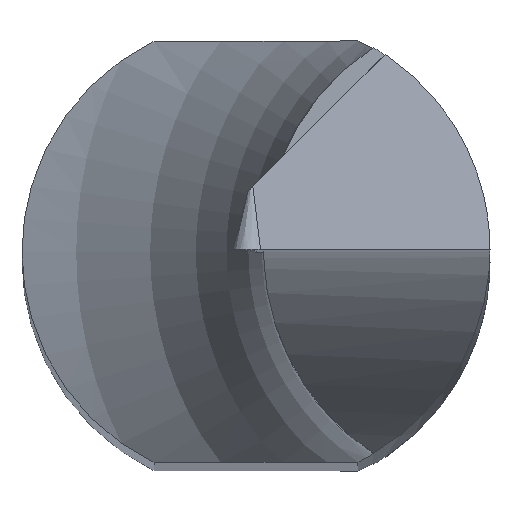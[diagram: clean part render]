
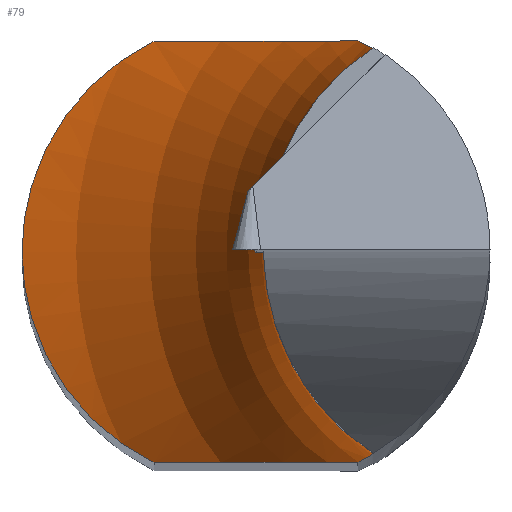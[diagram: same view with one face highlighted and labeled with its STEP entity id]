
A CAD part, top view. The second image highlights one B-rep face of the part: STEP entity #79.
In plain terms, the highlighted toroidal (fillet/blend) face has major radius 3.55 mm and minor radius 2 mm.
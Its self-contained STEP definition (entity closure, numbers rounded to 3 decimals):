
#29=TOROIDAL_SURFACE('',#698,3.55,2.);
#79=ADVANCED_FACE('',(#117),#29,.F.);
#117=FACE_OUTER_BOUND('',#147,.T.);
#147=EDGE_LOOP('',(#267,#268,#269,#270,#271,#272,#273,#274));
#170=CIRCLE('',#696,1.55);
#171=CIRCLE('',#697,1.55);
#267=ORIENTED_EDGE('',*,*,#421,.T.);
#268=ORIENTED_EDGE('',*,*,#416,.F.);
#269=ORIENTED_EDGE('',*,*,#449,.T.);
#270=ORIENTED_EDGE('',*,*,#448,.F.);
#271=ORIENTED_EDGE('',*,*,#450,.T.);
#272=ORIENTED_EDGE('',*,*,#429,.T.);
#273=ORIENTED_EDGE('',*,*,#451,.F.);
#274=ORIENTED_EDGE('',*,*,#452,.F.);
#355=VERTEX_POINT('',#1031);
#356=VERTEX_POINT('',#1048);
#360=VERTEX_POINT('',#1091);
#367=VERTEX_POINT('',#1133);
#368=VERTEX_POINT('',#1138);
#380=VERTEX_POINT('',#1243);
#381=VERTEX_POINT('',#1258);
#382=VERTEX_POINT('',#1291);
#416=EDGE_CURVE('',#355,#356,#488,.T.);
#421=EDGE_CURVE('',#360,#356,#491,.T.);
#429=EDGE_CURVE('',#368,#367,#493,.T.);
#448=EDGE_CURVE('',#380,#381,#499,.T.);
#449=EDGE_CURVE('',#355,#381,#500,.T.);
#450=EDGE_CURVE('',#380,#368,#501,.T.);
#451=EDGE_CURVE('',#382,#367,#170,.T.);
#452=EDGE_CURVE('',#360,#382,#171,.T.);
#488=B_SPLINE_CURVE_WITH_KNOTS('',3,(#1032,#1033,#1034,#1035,#1036,#1037,
#1038,#1039,#1040,#1041,#1042,#1043,#1044,#1045,#1046,#1047),
 .UNSPECIFIED.,.F.,.F.,(4,1,1,1,1,1,1,1,1,1,1,1,1,4),(0.,0.077,
0.154,0.231,0.308,0.385,0.462,
0.538,0.615,0.692,0.769,0.846,
0.923,1.),.UNSPECIFIED.);
#491=B_SPLINE_CURVE_WITH_KNOTS('',3,(#1087,#1088,#1089,#1090),
 .UNSPECIFIED.,.F.,.F.,(4,4),(0.,1.),.UNSPECIFIED.);
#493=B_SPLINE_CURVE_WITH_KNOTS('',3,(#1134,#1135,#1136,#1137),
 .UNSPECIFIED.,.F.,.F.,(4,4),(0.,1.),.UNSPECIFIED.);
#499=B_SPLINE_CURVE_WITH_KNOTS('',3,(#1244,#1245,#1246,#1247,#1248,#1249,
#1250,#1251,#1252,#1253,#1254,#1255,#1256,#1257),.UNSPECIFIED.,.F.,.F.,
(4,1,1,1,1,1,1,1,1,1,1,4),(0.,0.091,0.182,0.273,
0.364,0.455,0.545,0.636,0.727,
0.818,0.909,1.),.UNSPECIFIED.);
#500=B_SPLINE_CURVE_WITH_KNOTS('',3,(#1259,#1260,#1261,#1262,#1263,#1264,
#1265,#1266,#1267,#1268,#1269,#1270,#1271,#1272),.UNSPECIFIED.,.F.,.F.,
(4,1,1,1,1,1,1,1,1,1,1,4),(0.,0.091,0.182,0.273,
0.364,0.455,0.545,0.636,0.727,
0.818,0.909,1.),.UNSPECIFIED.);
#501=B_SPLINE_CURVE_WITH_KNOTS('',3,(#1274,#1275,#1276,#1277,#1278,#1279,
#1280,#1281,#1282,#1283,#1284,#1285,#1286,#1287,#1288,#1289),
 .UNSPECIFIED.,.F.,.F.,(4,1,1,1,1,1,1,1,1,1,1,1,1,4),(0.,0.077,
0.154,0.231,0.308,0.385,0.462,
0.538,0.615,0.692,0.769,0.846,
0.923,1.),.UNSPECIFIED.);
#696=AXIS2_PLACEMENT_3D('',#1290,#809,#810);
#697=AXIS2_PLACEMENT_3D('',#1292,#811,#812);
#698=AXIS2_PLACEMENT_3D('',#1293,#813,#814);
#809=DIRECTION('',(0.,0.,1.));
#810=DIRECTION('',(-1.,0.,0.));
#811=DIRECTION('',(0.,0.,1.));
#812=DIRECTION('',(-0.547,0.837,0.));
#813=DIRECTION('',(0.,0.,-1.));
#814=DIRECTION('',(1.,0.,0.));
#1031=CARTESIAN_POINT('',(-0.654,1.35,15.174));
#1032=CARTESIAN_POINT('',(-0.654,1.35,15.174));
#1033=CARTESIAN_POINT('',(-0.613,1.35,15.193));
#1034=CARTESIAN_POINT('',(-0.53,1.35,15.232));
#1035=CARTESIAN_POINT('',(-0.408,1.35,15.298));
#1036=CARTESIAN_POINT('',(-0.286,1.35,15.371));
#1037=CARTESIAN_POINT('',(-0.167,1.35,15.45));
#1038=CARTESIAN_POINT('',(-0.05,1.35,15.537));
#1039=CARTESIAN_POINT('',(0.064,1.35,15.63));
#1040=CARTESIAN_POINT('',(0.172,1.35,15.728));
#1041=CARTESIAN_POINT('',(0.275,1.35,15.83));
#1042=CARTESIAN_POINT('',(0.371,1.35,15.934));
#1043=CARTESIAN_POINT('',(0.457,1.35,16.038));
#1044=CARTESIAN_POINT('',(0.534,1.35,16.139));
#1045=CARTESIAN_POINT('',(0.6,1.35,16.238));
#1046=CARTESIAN_POINT('',(0.637,1.35,16.299));
#1047=CARTESIAN_POINT('',(0.654,1.35,16.329));
#1048=CARTESIAN_POINT('',(0.654,1.35,16.329));
#1087=CARTESIAN_POINT('',(0.752,1.298,16.949));
#1088=CARTESIAN_POINT('',(0.752,1.298,16.739));
#1089=CARTESIAN_POINT('',(0.72,1.318,16.525));
#1090=CARTESIAN_POINT('',(0.654,1.35,16.329));
#1091=CARTESIAN_POINT('',(0.752,1.298,16.949));
#1133=CARTESIAN_POINT('',(0.752,-1.298,16.949));
#1134=CARTESIAN_POINT('',(0.654,-1.35,16.329));
#1135=CARTESIAN_POINT('',(0.72,-1.318,16.525));
#1136=CARTESIAN_POINT('',(0.752,-1.298,16.739));
#1137=CARTESIAN_POINT('',(0.752,-1.298,16.949));
#1138=CARTESIAN_POINT('',(0.654,-1.35,16.329));
#1243=CARTESIAN_POINT('',(-0.654,-1.35,15.174));
#1244=CARTESIAN_POINT('',(-0.654,-1.35,15.174));
#1245=CARTESIAN_POINT('',(-0.698,-1.329,15.16));
#1246=CARTESIAN_POINT('',(-0.784,-1.282,15.135));
#1247=CARTESIAN_POINT('',(-0.907,-1.198,15.103));
#1248=CARTESIAN_POINT('',(-1.023,-1.1,15.077));
#1249=CARTESIAN_POINT('',(-1.129,-0.991,15.056));
#1250=CARTESIAN_POINT('',(-1.224,-0.872,15.039));
#1251=CARTESIAN_POINT('',(-1.306,-0.743,15.026));
#1252=CARTESIAN_POINT('',(-1.376,-0.604,15.016));
#1253=CARTESIAN_POINT('',(-1.431,-0.46,15.009));
#1254=CARTESIAN_POINT('',(-1.47,-0.31,15.004));
#1255=CARTESIAN_POINT('',(-1.495,-0.156,15.001));
#1256=CARTESIAN_POINT('',(-1.5,-0.052,15.));
#1257=CARTESIAN_POINT('',(-1.5,0.,15.));
#1258=CARTESIAN_POINT('',(-1.5,0.,15.));
#1259=CARTESIAN_POINT('',(-0.654,1.35,15.174));
#1260=CARTESIAN_POINT('',(-0.698,1.329,15.16));
#1261=CARTESIAN_POINT('',(-0.784,1.282,15.135));
#1262=CARTESIAN_POINT('',(-0.908,1.197,15.103));
#1263=CARTESIAN_POINT('',(-1.024,1.099,15.077));
#1264=CARTESIAN_POINT('',(-1.13,0.99,15.056));
#1265=CARTESIAN_POINT('',(-1.225,0.871,15.039));
#1266=CARTESIAN_POINT('',(-1.307,0.741,15.026));
#1267=CARTESIAN_POINT('',(-1.376,0.603,15.016));
#1268=CARTESIAN_POINT('',(-1.431,0.459,15.009));
#1269=CARTESIAN_POINT('',(-1.47,0.31,15.004));
#1270=CARTESIAN_POINT('',(-1.495,0.156,15.001));
#1271=CARTESIAN_POINT('',(-1.5,0.052,15.));
#1272=CARTESIAN_POINT('',(-1.5,0.,15.));
#1274=CARTESIAN_POINT('',(-0.654,-1.35,15.174));
#1275=CARTESIAN_POINT('',(-0.613,-1.35,15.193));
#1276=CARTESIAN_POINT('',(-0.53,-1.35,15.232));
#1277=CARTESIAN_POINT('',(-0.408,-1.35,15.298));
#1278=CARTESIAN_POINT('',(-0.286,-1.35,15.371));
#1279=CARTESIAN_POINT('',(-0.167,-1.35,15.45));
#1280=CARTESIAN_POINT('',(-0.05,-1.35,15.537));
#1281=CARTESIAN_POINT('',(0.064,-1.35,15.63));
#1282=CARTESIAN_POINT('',(0.172,-1.35,15.728));
#1283=CARTESIAN_POINT('',(0.275,-1.35,15.83));
#1284=CARTESIAN_POINT('',(0.371,-1.35,15.934));
#1285=CARTESIAN_POINT('',(0.457,-1.35,16.038));
#1286=CARTESIAN_POINT('',(0.534,-1.35,16.139));
#1287=CARTESIAN_POINT('',(0.6,-1.35,16.237));
#1288=CARTESIAN_POINT('',(0.637,-1.35,16.299));
#1289=CARTESIAN_POINT('',(0.654,-1.35,16.329));
#1290=CARTESIAN_POINT('',(1.6,0.,16.949));
#1291=CARTESIAN_POINT('',(0.05,0.,16.949));
#1292=CARTESIAN_POINT('',(1.6,0.,16.949));
#1293=CARTESIAN_POINT('',(1.6,0.,16.949));
